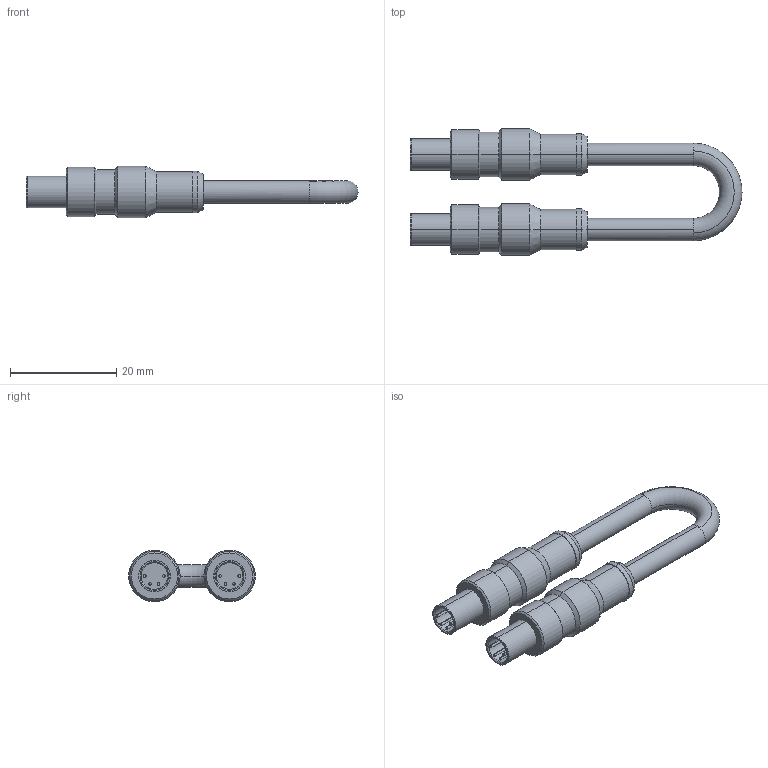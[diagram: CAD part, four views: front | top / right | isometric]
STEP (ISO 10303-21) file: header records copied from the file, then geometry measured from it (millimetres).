
FILE_DESCRIPTION (( 'STEP AP203' ), '1' );
FILE_NAME ('PAL-ACC11.step', '2020-10-29T13:44:46', ( '' ), ( '' ), 'SwSTEP 2.0', 'SolidWorks 2019', '' );
FILE_SCHEMA (( 'CONFIG_CONTROL_DESIGN' ));
Length unit declared in the file: millimetre
Products named in the file (1): PAL-ACC11
Bounding box: 62.61 x 23.89 x 9.7 mm (x, y, z)
Volume: 4144.5 mm3; surface area: 2951.7 mm2
Topology: 1 solids, 1 shells, 99 faces, 203 edges, 124 vertices
Faces by surface type: cylinder 52, cone 24, plane 20, torus 3
Entity records: 2709 total; most frequent: DIRECTION 530, CARTESIAN_POINT 427, ORIENTED_EDGE 406, AXIS2_PLACEMENT_3D 227, EDGE_CURVE 203, CIRCLE 127, VERTEX_POINT 124, EDGE_LOOP 117
